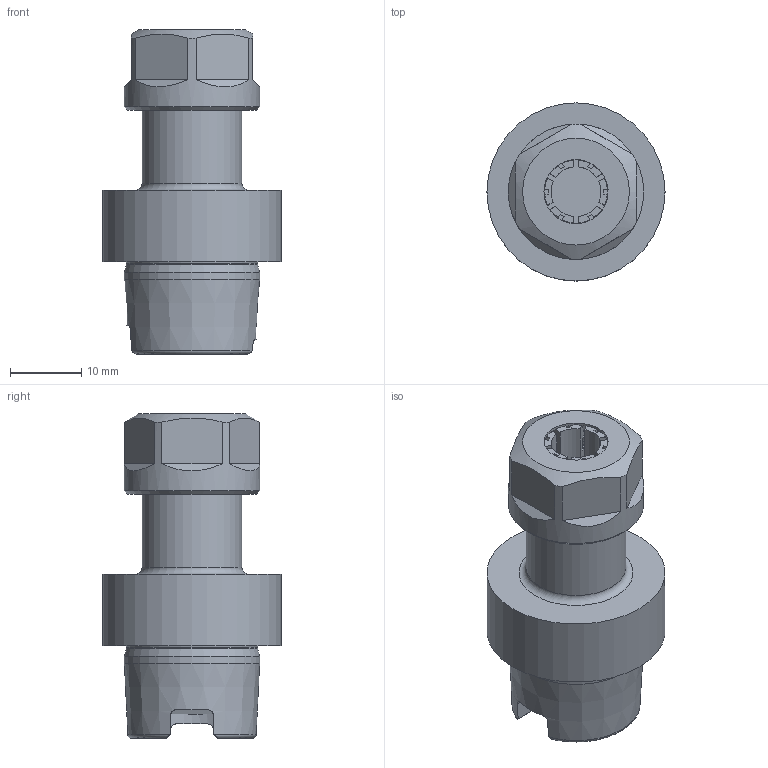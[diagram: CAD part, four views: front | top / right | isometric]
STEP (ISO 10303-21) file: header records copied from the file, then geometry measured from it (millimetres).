
FILE_DESCRIPTION(/* description */ (''),/* implementation_level */ '2;1');
FILE_NAME(/* name */ 'W2120002A.stp',/* time_stamp */ '2009-03-31T11:31:11+02:00',/* author */ (''),/* organization */ (''),/* preprocessor_version */ 'ST-DEVELOPER v11',/* originating_system */ 'UGS - NX 5.0',/* authorisation */ '');
FILE_SCHEMA (('AUTOMOTIVE_DESIGN { 1 0 10303 214 0 1 1 1 }'));
Length unit declared in the file: millimetre
Products named in the file (1): KrisBB0A189b
Bounding box: 25 x 25 x 45.53 mm (x, y, z)
Volume: 11924.3 mm3; surface area: 4768.5 mm2
Topology: 1 solids, 1 shells, 178 faces, 529 edges, 340 vertices
Faces by surface type: plane 93, cylinder 44, cone 34, torus 7
Full cylindrical faces by diameter (mm): 9 x1, 12 x1, 13 x1, 13.5 x1, 14 x1, 14.1 x1, 18.4 x1, 19 x2, 25 x1
Entity records: 6063 total; most frequent: CARTESIAN_POINT 1380, ORIENTED_EDGE 984, DIRECTION 958, EDGE_CURVE 492, AXIS2_PLACEMENT_3D 358, VERTEX_POINT 326, LINE 242, VECTOR 242
